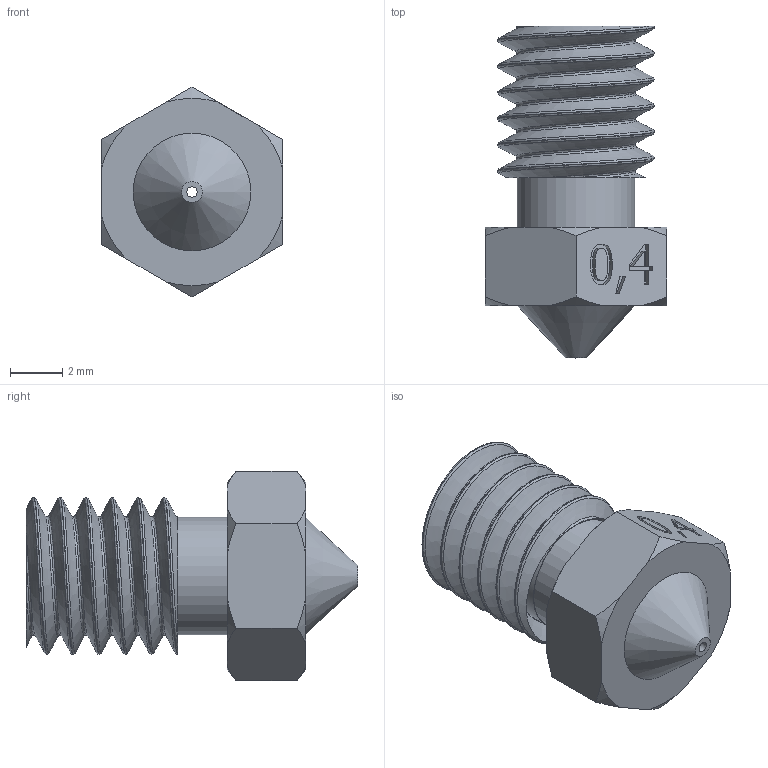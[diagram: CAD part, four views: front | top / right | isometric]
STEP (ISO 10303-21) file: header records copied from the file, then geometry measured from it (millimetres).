
FILE_DESCRIPTION(/* description */ (''),/* implementation_level */ '2;1');
FILE_NAME(/* name */ 'nozzle 0.4 nozzle.stp',/* time_stamp */ '2020-11-19T20:25:47+03:00',/* author */ ('Max'),/* organization */ (''),/* preprocessor_version */ 'ST-DEVELOPER v16.5',/* originating_system */ 'Autodesk Inventor 2017',/* authorisation */ '');
FILE_SCHEMA (('AUTOMOTIVE_DESIGN { 1 0 10303 214 3 1 1 }'));
Length unit declared in the file: millimetre
Products named in the file (1): Сопло  0,4
Bounding box: 6.95 x 12.7 x 8.03 mm (x, y, z)
Volume: 261.6 mm3; surface area: 612.1 mm2
Topology: 2 solids, 2 shells, 74 faces, 184 edges, 122 vertices
Faces by surface type: plane 36, bspline 18, cone 14, cylinder 6
Full cylindrical faces by diameter (mm): 0.4 x1, 2 x1, 4.5 x1, 4.517 x2
Entity records: 4593 total; most frequent: CARTESIAN_POINT 2995, ORIENTED_EDGE 354, DIRECTION 250, EDGE_CURVE 177, VERTEX_POINT 122, EDGE_LOOP 93, LINE 84, VECTOR 84
